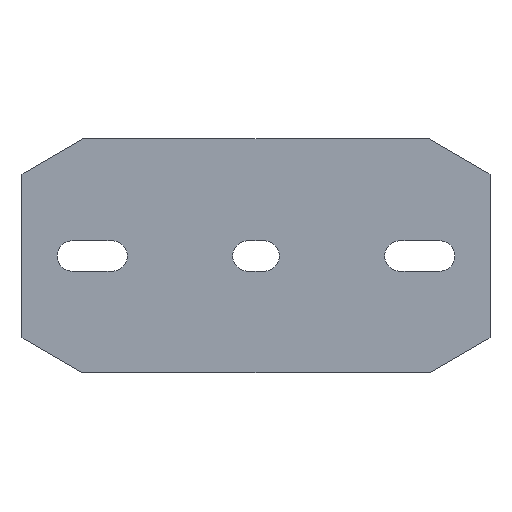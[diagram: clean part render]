
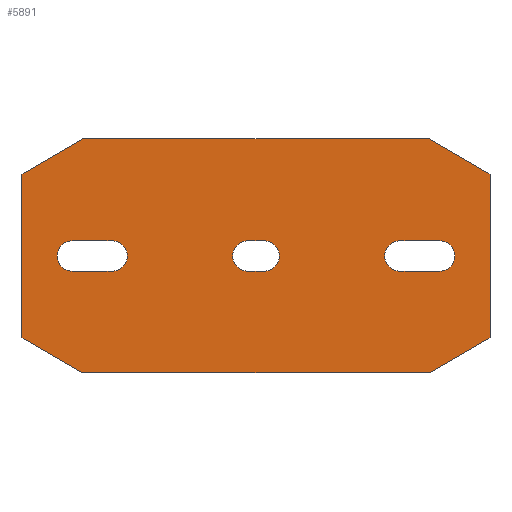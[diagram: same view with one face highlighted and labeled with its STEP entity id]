
A CAD part, front view. The second image highlights one B-rep face of the part: STEP entity #5891.
In plain terms, the highlighted planar face has unit normal (0, -1, 0).
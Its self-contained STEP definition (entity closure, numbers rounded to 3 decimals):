
#2=DIRECTION('',(-0.866,0.,0.5));
#3=VECTOR('',#2,30.);
#4=CARTESIAN_POINT('',(-74.019,0.,-50.));
#5=LINE('',#4,#3);
#6=DIRECTION('',(0.,0.,1.));
#7=VECTOR('',#6,70.);
#8=CARTESIAN_POINT('',(-100.,0.,-35.));
#9=LINE('',#8,#7);
#10=DIRECTION('',(0.866,0.,0.5));
#11=VECTOR('',#10,30.);
#12=CARTESIAN_POINT('',(-100.,0.,35.));
#13=LINE('',#12,#11);
#14=DIRECTION('',(1.,0.,0.));
#15=VECTOR('',#14,148.038);
#16=CARTESIAN_POINT('',(-74.019,0.,50.));
#17=LINE('',#16,#15);
#18=DIRECTION('',(0.866,0.,-0.5));
#19=VECTOR('',#18,30.);
#20=CARTESIAN_POINT('',(74.019,0.,50.));
#21=LINE('',#20,#19);
#22=DIRECTION('',(0.,0.,-1.));
#23=VECTOR('',#22,70.);
#24=CARTESIAN_POINT('',(100.,0.,35.));
#25=LINE('',#24,#23);
#26=DIRECTION('',(-0.866,0.,-0.5));
#27=VECTOR('',#26,30.);
#28=CARTESIAN_POINT('',(100.,0.,-35.));
#29=LINE('',#28,#27);
#30=DIRECTION('',(-1.,0.,0.));
#31=VECTOR('',#30,148.038);
#32=CARTESIAN_POINT('',(74.019,0.,-50.));
#33=LINE('',#32,#31);
#34=CARTESIAN_POINT('',(-78.5,0.,0.));
#35=DIRECTION('',(0.,1.,0.));
#36=DIRECTION('',(0.,0.,-1.));
#37=AXIS2_PLACEMENT_3D('',#34,#35,#36);
#39=DIRECTION('',(-1.,0.,0.));
#40=VECTOR('',#39,17.);
#41=CARTESIAN_POINT('',(-61.5,0.,-6.5));
#42=LINE('',#41,#40);
#43=CARTESIAN_POINT('',(-61.5,0.,0.));
#44=DIRECTION('',(0.,1.,0.));
#45=DIRECTION('',(0.,0.,1.));
#46=AXIS2_PLACEMENT_3D('',#43,#44,#45);
#48=DIRECTION('',(1.,0.,0.));
#49=VECTOR('',#48,17.);
#50=CARTESIAN_POINT('',(-78.5,0.,6.5));
#51=LINE('',#50,#49);
#52=CARTESIAN_POINT('',(78.5,0.,0.));
#53=DIRECTION('',(0.,-1.,0.));
#54=DIRECTION('',(0.,0.,-1.));
#55=AXIS2_PLACEMENT_3D('',#52,#53,#54);
#57=DIRECTION('',(-1.,0.,0.));
#58=VECTOR('',#57,17.);
#59=CARTESIAN_POINT('',(78.5,0.,6.5));
#60=LINE('',#59,#58);
#61=CARTESIAN_POINT('',(61.5,0.,0.));
#62=DIRECTION('',(0.,-1.,0.));
#63=DIRECTION('',(0.,0.,1.));
#64=AXIS2_PLACEMENT_3D('',#61,#62,#63);
#66=DIRECTION('',(1.,0.,0.));
#67=VECTOR('',#66,17.);
#68=CARTESIAN_POINT('',(61.5,0.,-6.5));
#69=LINE('',#68,#67);
#70=CARTESIAN_POINT('',(-3.5,0.,0.));
#71=DIRECTION('',(0.,1.,0.));
#72=DIRECTION('',(0.,0.,-1.));
#73=AXIS2_PLACEMENT_3D('',#70,#71,#72);
#75=DIRECTION('',(-1.,0.,0.));
#76=VECTOR('',#75,7.);
#77=CARTESIAN_POINT('',(3.5,0.,-6.5));
#78=LINE('',#77,#76);
#79=CARTESIAN_POINT('',(3.5,0.,0.));
#80=DIRECTION('',(0.,1.,0.));
#81=DIRECTION('',(0.,0.,1.));
#82=AXIS2_PLACEMENT_3D('',#79,#80,#81);
#84=DIRECTION('',(1.,0.,0.));
#85=VECTOR('',#84,7.);
#86=CARTESIAN_POINT('',(-3.5,0.,6.5));
#87=LINE('',#86,#85);
#4462=CARTESIAN_POINT('',(-74.019,0.,-50.));
#4463=CARTESIAN_POINT('',(-100.,0.,-35.));
#4464=VERTEX_POINT('',#4462);
#4465=VERTEX_POINT('',#4463);
#4466=CARTESIAN_POINT('',(-100.,0.,35.));
#4467=VERTEX_POINT('',#4466);
#4468=CARTESIAN_POINT('',(-74.019,0.,50.));
#4469=VERTEX_POINT('',#4468);
#4470=CARTESIAN_POINT('',(74.019,0.,50.));
#4471=VERTEX_POINT('',#4470);
#4472=CARTESIAN_POINT('',(100.,0.,35.));
#4473=VERTEX_POINT('',#4472);
#4474=CARTESIAN_POINT('',(100.,0.,-35.));
#4475=VERTEX_POINT('',#4474);
#4476=CARTESIAN_POINT('',(74.019,0.,-50.));
#4477=VERTEX_POINT('',#4476);
#4494=CARTESIAN_POINT('',(-78.5,0.,-6.5));
#4495=CARTESIAN_POINT('',(-78.5,0.,6.5));
#4496=VERTEX_POINT('',#4494);
#4497=VERTEX_POINT('',#4495);
#4498=CARTESIAN_POINT('',(-61.5,0.,6.5));
#4499=VERTEX_POINT('',#4498);
#4500=CARTESIAN_POINT('',(-61.5,0.,-6.5));
#4501=VERTEX_POINT('',#4500);
#4510=CARTESIAN_POINT('',(78.5,0.,-6.5));
#4511=CARTESIAN_POINT('',(78.5,0.,6.5));
#4512=VERTEX_POINT('',#4510);
#4513=VERTEX_POINT('',#4511);
#4514=CARTESIAN_POINT('',(61.5,0.,6.5));
#4515=VERTEX_POINT('',#4514);
#4516=CARTESIAN_POINT('',(61.5,0.,-6.5));
#4517=VERTEX_POINT('',#4516);
#4526=CARTESIAN_POINT('',(-3.5,0.,-6.5));
#4527=CARTESIAN_POINT('',(-3.5,0.,6.5));
#4528=VERTEX_POINT('',#4526);
#4529=VERTEX_POINT('',#4527);
#4530=CARTESIAN_POINT('',(3.5,0.,6.5));
#4531=VERTEX_POINT('',#4530);
#4532=CARTESIAN_POINT('',(3.5,0.,-6.5));
#4533=VERTEX_POINT('',#4532);
#5838=CARTESIAN_POINT('',(0.,0.,0.));
#5839=DIRECTION('',(0.,1.,0.));
#5840=DIRECTION('',(1.,0.,0.));
#5841=AXIS2_PLACEMENT_3D('',#5838,#5839,#5840);
#5842=PLANE('',#5841);
#5844=ORIENTED_EDGE('',*,*,#5843,.T.);
#5846=ORIENTED_EDGE('',*,*,#5845,.T.);
#5848=ORIENTED_EDGE('',*,*,#5847,.T.);
#5850=ORIENTED_EDGE('',*,*,#5849,.T.);
#5852=ORIENTED_EDGE('',*,*,#5851,.T.);
#5854=ORIENTED_EDGE('',*,*,#5853,.T.);
#5856=ORIENTED_EDGE('',*,*,#5855,.T.);
#5858=ORIENTED_EDGE('',*,*,#5857,.T.);
#5859=EDGE_LOOP('',(#5844,#5846,#5848,#5850,#5852,#5854,#5856,#5858));
#5860=FACE_OUTER_BOUND('',#5859,.F.);
#5862=ORIENTED_EDGE('',*,*,#5861,.F.);
#5864=ORIENTED_EDGE('',*,*,#5863,.F.);
#5866=ORIENTED_EDGE('',*,*,#5865,.F.);
#5868=ORIENTED_EDGE('',*,*,#5867,.F.);
#5869=EDGE_LOOP('',(#5862,#5864,#5866,#5868));
#5870=FACE_BOUND('',#5869,.F.);
#5872=ORIENTED_EDGE('',*,*,#5871,.T.);
#5874=ORIENTED_EDGE('',*,*,#5873,.T.);
#5876=ORIENTED_EDGE('',*,*,#5875,.T.);
#5878=ORIENTED_EDGE('',*,*,#5877,.T.);
#5879=EDGE_LOOP('',(#5872,#5874,#5876,#5878));
#5880=FACE_BOUND('',#5879,.F.);
#5882=ORIENTED_EDGE('',*,*,#5881,.F.);
#5884=ORIENTED_EDGE('',*,*,#5883,.F.);
#5886=ORIENTED_EDGE('',*,*,#5885,.F.);
#5888=ORIENTED_EDGE('',*,*,#5887,.F.);
#5889=EDGE_LOOP('',(#5882,#5884,#5886,#5888));
#5890=FACE_BOUND('',#5889,.F.);
#5891=ADVANCED_FACE('',(#5860,#5870,#5880,#5890),#5842,.F.);
#38=CIRCLE('',#37,6.5);
#47=CIRCLE('',#46,6.5);
#56=CIRCLE('',#55,6.5);
#65=CIRCLE('',#64,6.5);
#74=CIRCLE('',#73,6.5);
#83=CIRCLE('',#82,6.5);
#5843=EDGE_CURVE('',#4464,#4465,#5,.T.);
#5845=EDGE_CURVE('',#4465,#4467,#9,.T.);
#5847=EDGE_CURVE('',#4467,#4469,#13,.T.);
#5849=EDGE_CURVE('',#4469,#4471,#17,.T.);
#5851=EDGE_CURVE('',#4471,#4473,#21,.T.);
#5853=EDGE_CURVE('',#4473,#4475,#25,.T.);
#5855=EDGE_CURVE('',#4475,#4477,#29,.T.);
#5857=EDGE_CURVE('',#4477,#4464,#33,.T.);
#5861=EDGE_CURVE('',#4496,#4497,#38,.T.);
#5863=EDGE_CURVE('',#4501,#4496,#42,.T.);
#5865=EDGE_CURVE('',#4499,#4501,#47,.T.);
#5867=EDGE_CURVE('',#4497,#4499,#51,.T.);
#5871=EDGE_CURVE('',#4512,#4513,#56,.T.);
#5873=EDGE_CURVE('',#4513,#4515,#60,.T.);
#5875=EDGE_CURVE('',#4515,#4517,#65,.T.);
#5877=EDGE_CURVE('',#4517,#4512,#69,.T.);
#5881=EDGE_CURVE('',#4528,#4529,#74,.T.);
#5883=EDGE_CURVE('',#4533,#4528,#78,.T.);
#5885=EDGE_CURVE('',#4531,#4533,#83,.T.);
#5887=EDGE_CURVE('',#4529,#4531,#87,.T.);
